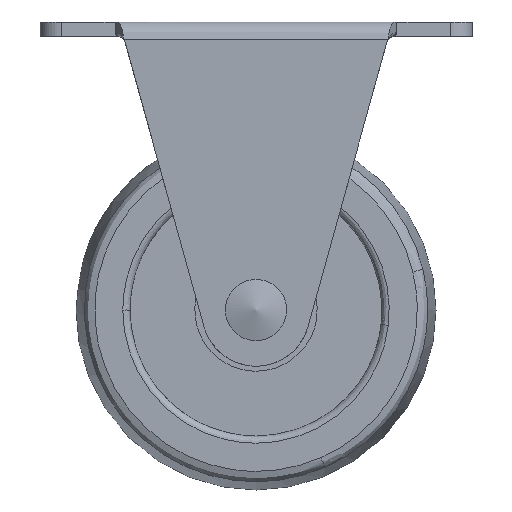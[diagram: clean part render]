
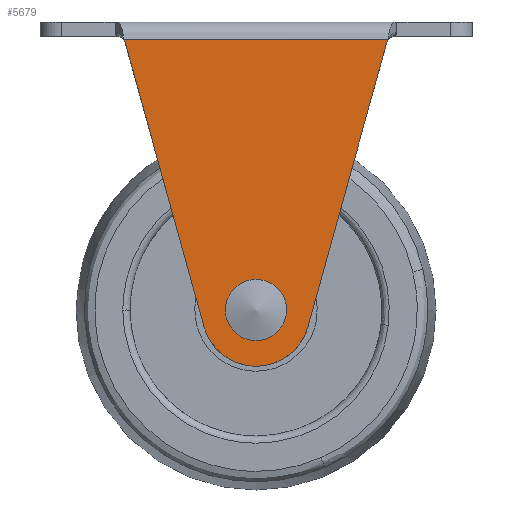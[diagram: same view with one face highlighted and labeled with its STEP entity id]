
A CAD part, front view. The second image highlights one B-rep face of the part: STEP entity #5679.
In plain terms, the highlighted free-form (B-spline) face has degree [1, 1] with [2, 2] control points.
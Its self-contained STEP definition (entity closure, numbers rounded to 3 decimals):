
#2480=CARTESIAN_POINT('',(-2.977,-14.5,-40.372));
#2481=VERTEX_POINT('',#2480);
#2487=CARTESIAN_POINT('',(0.0,-14.5,-43.0));
#2488=VERTEX_POINT('',#2487);
#2489=CARTESIAN_POINT('',(-2.977,-14.5,-40.372));
#2490=CARTESIAN_POINT('',(-2.648,-14.5,-43.));
#2491=CARTESIAN_POINT('',(0.0,-14.5,-43.0));
#2499=(BOUNDED_CURVE()B_SPLINE_CURVE(2,(#2489,#2490,#2491),.UNSPECIFIED.,.F.,.U.)B_SPLINE_CURVE_WITH_KNOTS((3,3),(0.271,0.5),.UNSPECIFIED.)CURVE()GEOMETRIC_REPRESENTATION_ITEM()RATIONAL_B_SPLINE_CURVE((0.954,0.732,1.0))REPRESENTATION_ITEM(''));
#2500=EDGE_CURVE('',#2481,#2488,#2499,.T.);
#2502=CARTESIAN_POINT('',(3.,-14.5,-39.974));
#2503=VERTEX_POINT('',#2502);
#2504=CARTESIAN_POINT('',(0.0,-14.5,-43.0));
#2505=CARTESIAN_POINT('',(3.0,-14.5,-43.));
#2506=CARTESIAN_POINT('',(3.0,-14.5,-40.0));
#2507=CARTESIAN_POINT('',(3.0,-14.5,-39.987));
#2508=CARTESIAN_POINT('',(3.,-14.5,-39.974));
#2516=(BOUNDED_CURVE()B_SPLINE_CURVE(2,(#2504,#2505,#2506,#2507,#2508),.UNSPECIFIED.,.F.,.U.)B_SPLINE_CURVE_WITH_KNOTS((3,2,3),(0.5,0.75,0.752),.UNSPECIFIED.)CURVE()GEOMETRIC_REPRESENTATION_ITEM()RATIONAL_B_SPLINE_CURVE((1.0,0.707,1.0,0.998,0.996))REPRESENTATION_ITEM(''));
#2517=EDGE_CURVE('',#2488,#2503,#2516,.T.);
#2597=CARTESIAN_POINT('',(0.0,-14.5,-37.0));
#2598=VERTEX_POINT('',#2597);
#2599=CARTESIAN_POINT('',(3.,-14.5,-39.974));
#2600=CARTESIAN_POINT('',(2.974,-14.5,-37.));
#2601=CARTESIAN_POINT('',(0.0,-14.5,-37.0));
#2609=(BOUNDED_CURVE()B_SPLINE_CURVE(2,(#2599,#2600,#2601),.UNSPECIFIED.,.F.,.U.)B_SPLINE_CURVE_WITH_KNOTS((3,3),(0.752,1.0),.UNSPECIFIED.)CURVE()GEOMETRIC_REPRESENTATION_ITEM()RATIONAL_B_SPLINE_CURVE((0.996,0.709,1.0))REPRESENTATION_ITEM(''));
#2610=EDGE_CURVE('',#2503,#2598,#2609,.T.);
#2612=CARTESIAN_POINT('',(0.0,-14.5,-37.0));
#2613=CARTESIAN_POINT('',(-3.0,-14.5,-37.0));
#2614=CARTESIAN_POINT('',(-3.0,-14.5,-40.0));
#2615=CARTESIAN_POINT('',(-3.0,-14.5,-40.187));
#2616=CARTESIAN_POINT('',(-2.977,-14.5,-40.372));
#2624=(BOUNDED_CURVE()B_SPLINE_CURVE(2,(#2612,#2613,#2614,#2615,#2616),.UNSPECIFIED.,.F.,.U.)B_SPLINE_CURVE_WITH_KNOTS((3,2,3),(0.0,0.25,0.271),.UNSPECIFIED.)CURVE()GEOMETRIC_REPRESENTATION_ITEM()RATIONAL_B_SPLINE_CURVE((1.0,0.707,1.0,0.975,0.954))REPRESENTATION_ITEM(''));
#2625=EDGE_CURVE('',#2598,#2481,#2624,.T.);
#4697=CARTESIAN_POINT('',(18.3,-14.5,-2.5));
#4698=VERTEX_POINT('',#4697);
#4706=CARTESIAN_POINT('',(18.203,-14.5,-2.733));
#4707=VERTEX_POINT('',#4706);
#4708=CARTESIAN_POINT('',(18.203,-14.5,-2.733));
#4709=CARTESIAN_POINT('',(18.237,-14.5,-2.61));
#4710=CARTESIAN_POINT('',(18.3,-14.5,-2.5));
#4718=(BOUNDED_CURVE()B_SPLINE_CURVE(2,(#4708,#4709,#4710),.UNSPECIFIED.,.F.,.U.)CURVE()GEOMETRIC_REPRESENTATION_ITEM()QUASI_UNIFORM_CURVE()RATIONAL_B_SPLINE_CURVE((1.0,0.992,1.0))REPRESENTATION_ITEM(''));
#4719=EDGE_CURVE('',#4707,#4698,#4718,.T.);
#4872=CARTESIAN_POINT('',(-18.203,-14.5,-2.733));
#4873=VERTEX_POINT('',#4872);
#4879=CARTESIAN_POINT('',(-18.3,-14.5,-2.5));
#4880=VERTEX_POINT('',#4879);
#4881=CARTESIAN_POINT('',(-18.3,-14.5,-2.5));
#4882=CARTESIAN_POINT('',(-18.237,-14.5,-2.61));
#4883=CARTESIAN_POINT('',(-18.203,-14.5,-2.733));
#4891=(BOUNDED_CURVE()B_SPLINE_CURVE(2,(#4881,#4882,#4883),.UNSPECIFIED.,.F.,.U.)CURVE()GEOMETRIC_REPRESENTATION_ITEM()QUASI_UNIFORM_CURVE()RATIONAL_B_SPLINE_CURVE((1.0,0.992,1.0))REPRESENTATION_ITEM(''));
#4892=EDGE_CURVE('',#4880,#4873,#4891,.T.);
#4996=CARTESIAN_POINT('',(18.3,-14.5,-2.5));
#4997=CARTESIAN_POINT('',(-18.3,-14.5,-2.5));
#4998=QUASI_UNIFORM_CURVE('',1,(#4996,#4997),.UNSPECIFIED.,.F.,.U.);
#4999=EDGE_CURVE('',#4698,#4880,#4998,.T.);
#5144=CARTESIAN_POINT('',(7.227,-14.5,-42.304));
#5145=VERTEX_POINT('',#5144);
#5146=CARTESIAN_POINT('',(18.203,-14.5,-2.733));
#5147=CARTESIAN_POINT('',(7.227,-14.5,-42.304));
#5148=QUASI_UNIFORM_CURVE('',1,(#5146,#5147),.UNSPECIFIED.,.F.,.U.);
#5149=EDGE_CURVE('',#4707,#5145,#5148,.T.);
#5171=CARTESIAN_POINT('',(-7.227,-14.5,-42.304));
#5172=VERTEX_POINT('',#5171);
#5173=CARTESIAN_POINT('',(-7.227,-14.5,-42.304));
#5174=CARTESIAN_POINT('',(-18.203,-14.5,-2.733));
#5175=QUASI_UNIFORM_CURVE('',1,(#5173,#5174),.UNSPECIFIED.,.F.,.U.);
#5176=EDGE_CURVE('',#5172,#4873,#5175,.T.);
#5213=CARTESIAN_POINT('',(7.227,-14.5,-42.304));
#5214=CARTESIAN_POINT('',(5.703,-14.5,-47.8));
#5215=CARTESIAN_POINT('',(0.,-14.5,-47.8));
#5216=CARTESIAN_POINT('',(-5.703,-14.5,-47.8));
#5217=CARTESIAN_POINT('',(-7.227,-14.5,-42.304));
#5225=(BOUNDED_CURVE()B_SPLINE_CURVE(2,(#5213,#5214,#5215,#5216,#5217),.UNSPECIFIED.,.F.,.U.)B_SPLINE_CURVE_WITH_KNOTS((3,2,3),(0.0,0.5,1.0),.UNSPECIFIED.)CURVE()GEOMETRIC_REPRESENTATION_ITEM()RATIONAL_B_SPLINE_CURVE((1.0,0.796,1.0,0.796,1.0))REPRESENTATION_ITEM(''));
#5226=EDGE_CURVE('',#5145,#5172,#5225,.T.);
#5660=CARTESIAN_POINT('',(-20.128,-14.5,-0.237));
#5661=CARTESIAN_POINT('',(-20.128,-14.5,-50.063));
#5662=CARTESIAN_POINT('',(20.128,-14.5,-0.237));
#5663=CARTESIAN_POINT('',(20.128,-14.5,-50.063));
#5664=B_SPLINE_SURFACE_WITH_KNOTS('',1,1,((#5660,#5662),(#5661,#5663)),.UNSPECIFIED.,.F.,.F.,.U.,(2,2),(2,2),(0.0,49.825),(0.0,40.257),.UNSPECIFIED.);
#5665=ORIENTED_EDGE('',*,*,#5149,.F.);
#5666=ORIENTED_EDGE('',*,*,#4719,.T.);
#5667=ORIENTED_EDGE('',*,*,#4999,.T.);
#5668=ORIENTED_EDGE('',*,*,#4892,.T.);
#5669=ORIENTED_EDGE('',*,*,#5176,.F.);
#5670=ORIENTED_EDGE('',*,*,#5226,.F.);
#5671=EDGE_LOOP('',(#5665,#5666,#5667,#5668,#5669,#5670));
#5672=FACE_OUTER_BOUND('',#5671,.T.);
#5673=ORIENTED_EDGE('',*,*,#2517,.F.);
#5674=ORIENTED_EDGE('',*,*,#2500,.F.);
#5675=ORIENTED_EDGE('',*,*,#2625,.F.);
#5676=ORIENTED_EDGE('',*,*,#2610,.F.);
#5677=EDGE_LOOP('',(#5673,#5674,#5675,#5676));
#5678=FACE_BOUND('',#5677,.T.);
#5679=ADVANCED_FACE('',(#5672,#5678),#5664,.T.);
